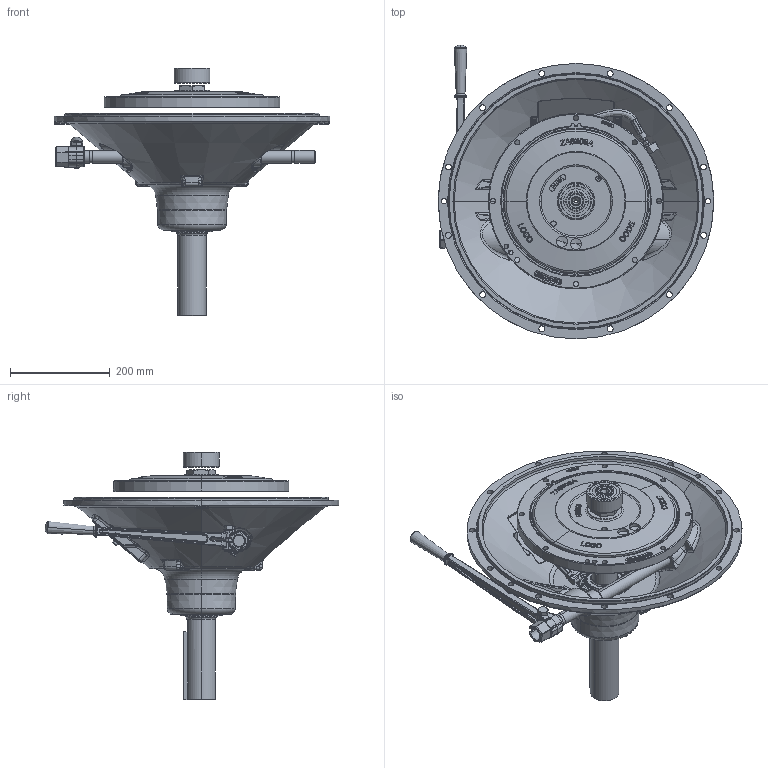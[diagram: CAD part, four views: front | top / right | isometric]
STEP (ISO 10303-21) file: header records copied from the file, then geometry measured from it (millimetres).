
FILE_DESCRIPTION (( 'STEP AP214' ), '1' );
FILE_NAME ('SP111P103.STEP', '2013-11-18T22:00:30', ( 'Windows User' ), ( '' ), 'SwSTEP 2.0', 'SolidWorks 2010', '' );
FILE_SCHEMA (( 'AUTOMOTIVE_DESIGN' ));
Length unit declared in the file: inch
Products named in the file (1): SP111P103
Bounding box: 553.03 x 590.02 x 497.59 mm (x, y, z)
Surface area: 1095307.4 mm2 (no closed solid volume)
Topology: 0 solids, 145 shells, 1916 faces, 6962 edges, 4939 vertices
Faces by surface type: bspline 617, plane 461, cylinder 415, torus 203, cone 151, sphere 69
Entity records: 136914 total; most frequent: CARTESIAN_POINT 60693, ORIENTED_EDGE 10352, DIRECTION 9154, EDGE_CURVE 6900, VERTEX_POINT 4931, AXIS2_PLACEMENT_3D 3545, B_SPLINE_CURVE_WITH_KNOTS 2341, CIRCLE 2245
